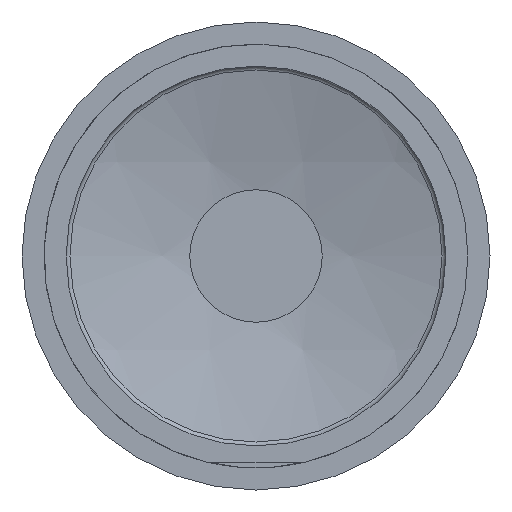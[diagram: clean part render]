
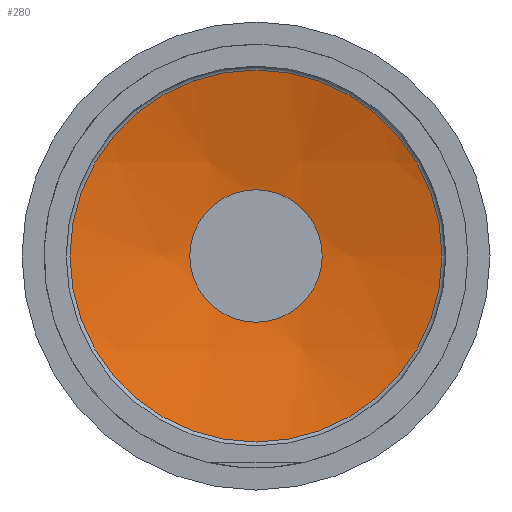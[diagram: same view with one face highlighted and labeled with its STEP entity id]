
A CAD part, front view. The second image highlights one B-rep face of the part: STEP entity #280.
In plain terms, the highlighted spherical face has radius 55 mm.
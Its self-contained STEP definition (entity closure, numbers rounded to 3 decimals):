
#16=SPHERICAL_SURFACE('',#342,55.);
#22=FACE_BOUND('',#72,.T.);
#50=FACE_OUTER_BOUND('',#71,.T.);
#71=EDGE_LOOP('',(#242));
#72=EDGE_LOOP('',(#243));
#115=CIRCLE('',#328,6.);
#122=CIRCLE('',#340,16.853);
#140=VERTEX_POINT('',#490);
#149=VERTEX_POINT('',#516);
#170=EDGE_CURVE('',#140,#140,#115,.T.);
#182=EDGE_CURVE('',#149,#149,#122,.T.);
#242=ORIENTED_EDGE('',*,*,#182,.F.);
#243=ORIENTED_EDGE('',*,*,#170,.T.);
#280=ADVANCED_FACE('',(#50,#22),#16,.F.);
#328=AXIS2_PLACEMENT_3D('',#492,#398,#399);
#340=AXIS2_PLACEMENT_3D('',#518,#427,#428);
#342=AXIS2_PLACEMENT_3D('',#520,#431,#432);
#398=DIRECTION('center_axis',(0.,1.,0.));
#399=DIRECTION('ref_axis',(-1.,0.,0.));
#427=DIRECTION('center_axis',(0.,1.,0.));
#428=DIRECTION('ref_axis',(-1.,0.,0.));
#431=DIRECTION('center_axis',(0.,0.,1.));
#432=DIRECTION('ref_axis',(1.,0.,0.));
#490=CARTESIAN_POINT('',(6.,24.43,0.));
#492=CARTESIAN_POINT('Origin',(0.,24.43,0.));
#516=CARTESIAN_POINT('',(0.,22.113,16.853));
#518=CARTESIAN_POINT('Origin',(0.,22.113,0.));
#520=CARTESIAN_POINT('Origin',(0.,-30.241,0.));
